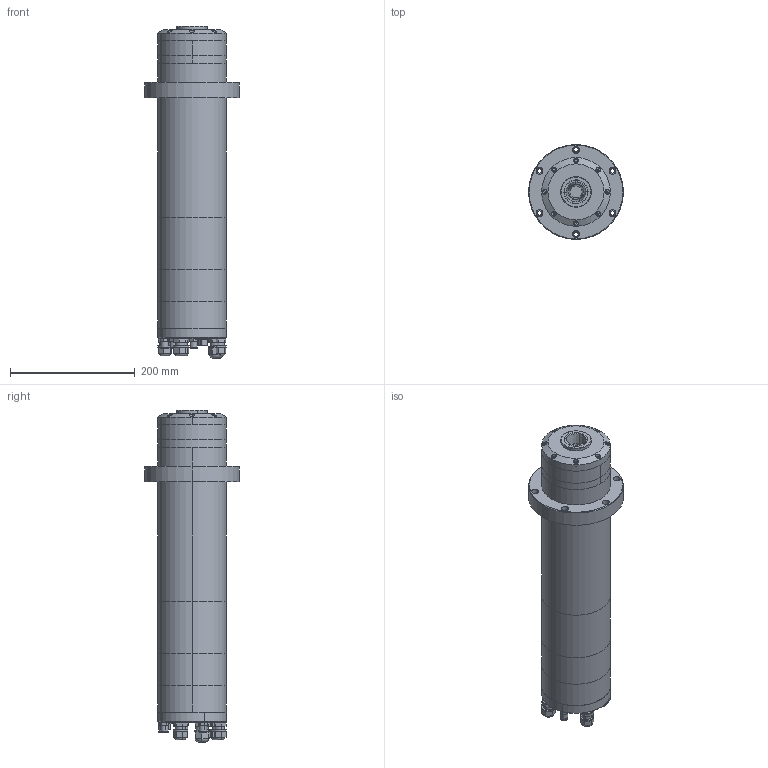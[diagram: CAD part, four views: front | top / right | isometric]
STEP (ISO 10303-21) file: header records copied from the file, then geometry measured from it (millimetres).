
FILE_DESCRIPTION (( 'STEP AP203' ), '1' );
FILE_NAME ('GDC110-30-12Z-3.7B.STEP', '2021-11-30T11:43:53', ( 'Sky123.Org' ), ( 'Sky123.Org' ), 'SwSTEP 2.0', 'SolidWorks 2018', '' );
FILE_SCHEMA (( 'CONFIG_CONTROL_DESIGN' ));
Length unit declared in the file: millimetre
Products named in the file (18): GDC110-30-12Z-3.7B; GDL110-30-24Z气缸3; GDC110-30-12Z-3.7-1; GDC110-30-12Z-3.7-2; GDC110-30-12Z-3.7-3; GDC110-30-12Z-3.7-4; GDL110-30-24Z气缸4; 苤蝶菜; 籵蚚M10ァ郲; 苤脣芛; GDL110-30-24Z儂褲; 陓瘍羲壽M12; GB／T70．1-2000内六角圆柱头螺钉M6×30(8．8级); GDL110-30-24Z气缸1; GDL110綴裔; GB／T70．1-2000内六角圆柱头螺钉M4×20(8．8级); GDL110-30-24Z气缸2; 萇埭羲壽M16
Assembly tree (34 placements, depth 3):
  GDC110-30-12Z-3.7B
    GDL110-30-24Z儂褲
    GDL110-30-24Z气缸1
    GDL110-30-24Z气缸2
    GDL110-30-24Z气缸3
    GDL110綴裔
      GDL110-30-24Z气缸4
      籵蚚M10ァ郲  x5
      陓瘍羲壽M12  x3
    萇埭羲壽M16
    陓瘍羲壽M12
    GDC110-30-12Z-3.7-1
    GDC110-30-12Z-3.7-2
    GDC110-30-12Z-3.7-3
    GDC110-30-12Z-3.7-4
    苤蝶菜
    苤脣芛
    GB／T70．1-2000内六角圆柱头螺钉M6×30(8．8级)  x4
    GB／T70．1-2000内六角圆柱头螺钉M4×20(8．8级)  x8
Bounding box: 152 x 152 x 531.97 mm (x, y, z)
Volume: 4796696.4 mm3; surface area: 401533.4 mm2
Topology: 33 solids, 33 shells, 872 faces, 1946 edges, 1218 vertices
Faces by surface type: plane 409, cylinder 325, cone 72, torus 58, sphere 8
Entity records: 15834 total; most frequent: CARTESIAN_POINT 2691, DIRECTION 2488, ORIENTED_EDGE 2028, EDGE_CURVE 1014, AXIS2_PLACEMENT_3D 997, VERTEX_POINT 642, EDGE_LOOP 576, CIRCLE 504
